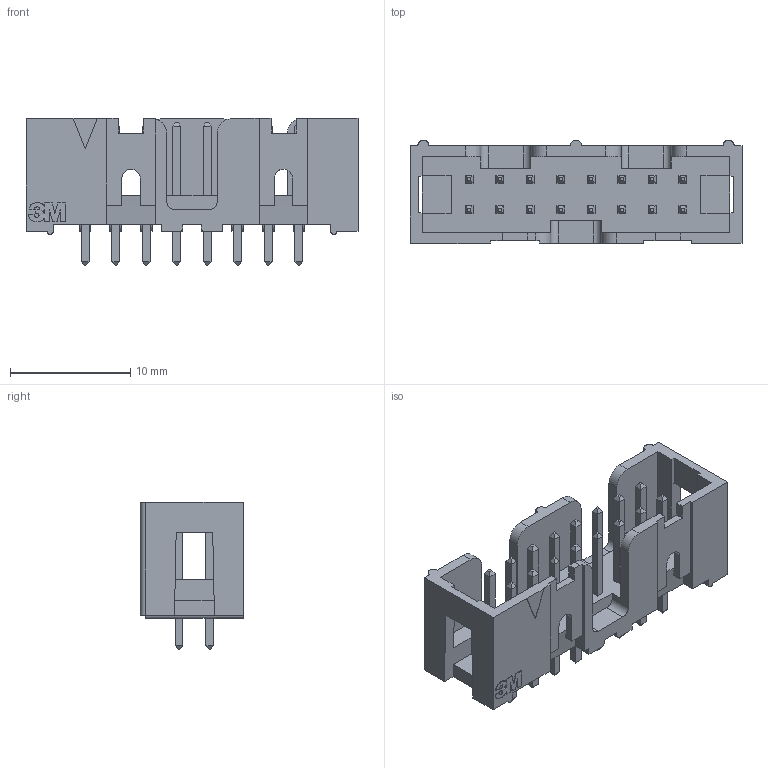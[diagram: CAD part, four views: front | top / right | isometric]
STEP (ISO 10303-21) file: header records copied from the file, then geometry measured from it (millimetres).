
FILE_DESCRIPTION(('FreeCAD Model'),'2;1');
FILE_NAME('us33AA719jur.step','2018-06-10T19:06:14',( 'kicad StepUp'),('ksu MCAD'),'Open CASCADE STEP processor 7.2', 'FreeCAD','Unknown');
FILE_SCHEMA(('AUTOMOTIVE_DESIGN_CC2 { 1 2 10303 214 -1 1 5 4 }'));
Length unit declared in the file: millimetre
Products named in the file (1): us33AA719jur
Bounding box: 27.64 x 8.64 x 12.24 mm (x, y, z)
Volume: 822.6 mm3; surface area: 1800.9 mm2
Topology: 1 solids, 1 shells, 487 faces, 1215 edges, 758 vertices
Faces by surface type: plane 445, cylinder 38, extrusion 4
Entity records: 15345 total; most frequent: CARTESIAN_POINT 6218, ORIENTED_EDGE 2430, B_SPLINE_CURVE_WITH_KNOTS 1219, EDGE_CURVE 1215, DIRECTION 972, VERTEX_POINT 758, FACE_BOUND 523, EDGE_LOOP 523
